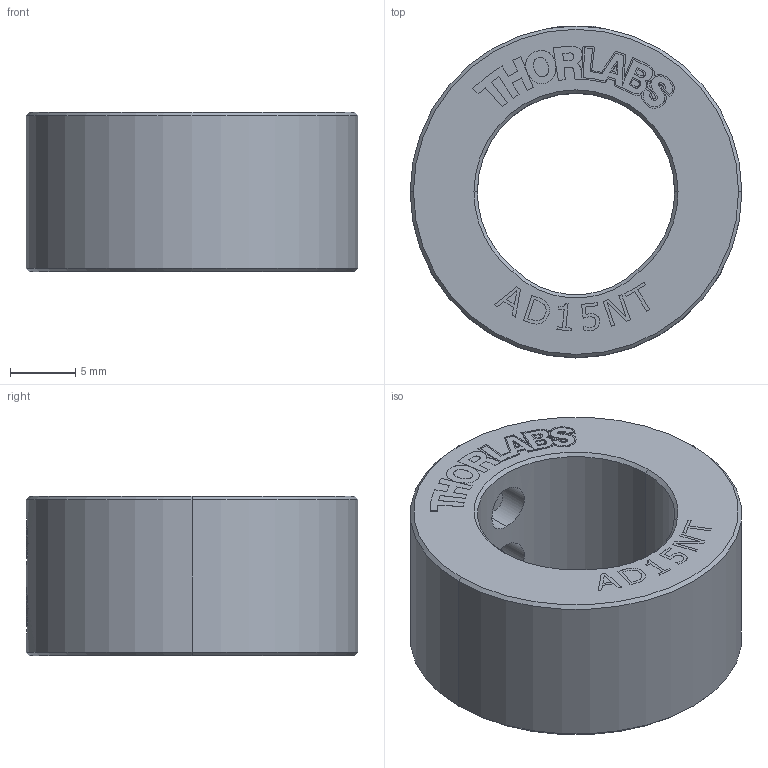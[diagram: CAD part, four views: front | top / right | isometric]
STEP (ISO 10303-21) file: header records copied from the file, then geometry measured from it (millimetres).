
FILE_DESCRIPTION (( 'STEP AP214' ), '1' );
FILE_NAME ('19543-E0W.step', '2022-04-27T13:32:36', ( '' ), ( '' ), 'SwSTEP 2.0', 'SolidWorks 2018', '' );
FILE_SCHEMA (( 'AUTOMOTIVE_DESIGN' ));
Length unit declared in the file: inch
Products named in the file (1): 19543-E0W
Bounding box: 25.4 x 25.4 x 12.19 mm (x, y, z)
Volume: 3893.3 mm3; surface area: 2368.8 mm2
Topology: 3 solids, 3 shells, 346 faces, 889 edges, 570 vertices
Faces by surface type: bspline 146, plane 134, cone 40, cylinder 26
Entity records: 20341 total; most frequent: CARTESIAN_POINT 8510, ORIENTED_EDGE 1770, DIRECTION 1003, EDGE_CURVE 885, VERTEX_POINT 570, VECTOR 461, LINE 461, EDGE_LOOP 377
